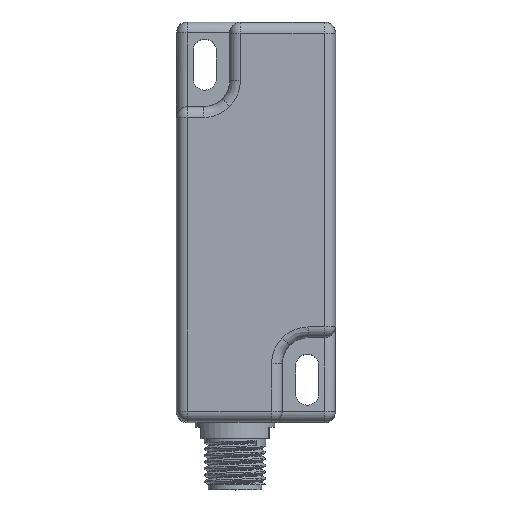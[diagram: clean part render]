
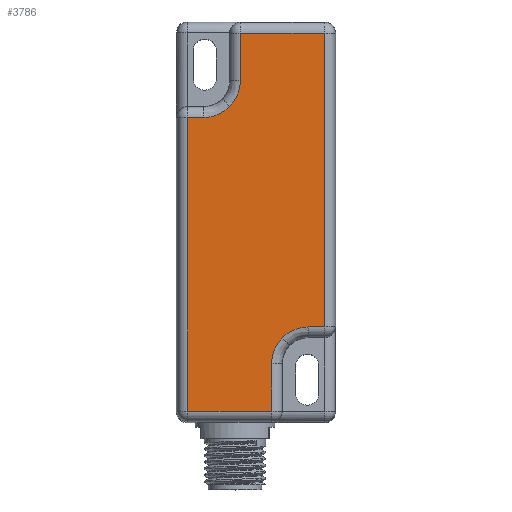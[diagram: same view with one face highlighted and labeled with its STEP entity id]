
A CAD part, top view. The second image highlights one B-rep face of the part: STEP entity #3786.
In plain terms, the highlighted planar face has unit normal (0, 0, 1).
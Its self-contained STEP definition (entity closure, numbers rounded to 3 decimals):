
#393 = CARTESIAN_POINT ( 'NONE',  ( -13.201, 13.64, 16. ) ) ;
#473 =( BOUNDED_CURVE ( )  B_SPLINE_CURVE ( 3, ( #5038, #7395, #2624, #5839 ),
 .UNSPECIFIED., .F., .F. ) 
 B_SPLINE_CURVE_WITH_KNOTS ( ( 4, 4 ),
 ( 5.498, 6.283 ),
 .UNSPECIFIED. ) 
 CURVE ( )  GEOMETRIC_REPRESENTATION_ITEM ( )  RATIONAL_B_SPLINE_CURVE ( ( 1., 0.949, 0.949, 1. ) ) 
 REPRESENTATION_ITEM ( '' )  );
#561 = CARTESIAN_POINT ( 'NONE',  ( 14.818, 29.694, 16. ) ) ;
#601 = EDGE_CURVE ( 'NONE', #9218, #7645, #8668, .T. ) ;
#616 =( BOUNDED_CURVE ( )  B_SPLINE_CURVE ( 3, ( #2070, #2878, #3680, #9271 ),
 .UNSPECIFIED., .F., .F. ) 
 B_SPLINE_CURVE_WITH_KNOTS ( ( 4, 4 ),
 ( 0., 0.785 ),
 .UNSPECIFIED. ) 
 CURVE ( )  GEOMETRIC_REPRESENTATION_ITEM ( )  RATIONAL_B_SPLINE_CURVE ( ( 1., 0.949, 0.949, 1. ) ) 
 REPRESENTATION_ITEM ( '' )  );
#627 = VECTOR ( 'NONE', #8699, 1000. ) ;
#658 = CARTESIAN_POINT ( 'NONE',  ( -13.201, -42.343, 16. ) ) ;
#716 = CARTESIAN_POINT ( 'NONE',  ( 4.764, -33.254, 16. ) ) ;
#1017 = LINE ( 'NONE', #716, #9290 ) ;
#1059 = VERTEX_POINT ( 'NONE', #9208 ) ;
#1348 = ORIENTED_EDGE ( 'NONE', *, *, #8381, .T. ) ;
#1518 = CARTESIAN_POINT ( 'NONE',  ( 6.814, -28.339, 16. ) ) ;
#1673 = VERTEX_POINT ( 'NONE', #9233 ) ;
#1744 = CARTESIAN_POINT ( 'NONE',  ( -13.201, 29.694, 16. ) ) ;
#1857 = CARTESIAN_POINT ( 'NONE',  ( -8.165, 13.64, 16. ) ) ;
#2064 = CARTESIAN_POINT ( 'NONE',  ( 4.764, -33.288, 16. ) ) ;
#2070 = CARTESIAN_POINT ( 'NONE',  ( -3.216, 15.69, 16. ) ) ;
#2214 = LINE ( 'NONE', #393, #8056 ) ;
#2497 = ORIENTED_EDGE ( 'NONE', *, *, #9547, .T. ) ;
#2535 = EDGE_CURVE ( 'NONE', #7645, #4217, #6996, .T. ) ;
#2616 = VECTOR ( 'NONE', #8624, 1000. ) ;
#2624 = CARTESIAN_POINT ( 'NONE',  ( 5.483, -29.669, 16. ) ) ;
#2767 = EDGE_CURVE ( 'NONE', #4010, #6085, #473, .T. ) ;
#2878 = CARTESIAN_POINT ( 'NONE',  ( -4.546, 14.36, 16. ) ) ;
#2973 = ORIENTED_EDGE ( 'NONE', *, *, #4508, .T. ) ;
#3328 = VECTOR ( 'NONE', #7319, 1000. ) ;
#3630 = CARTESIAN_POINT ( 'NONE',  ( -1.166, 20.639, 16. ) ) ;
#3680 = CARTESIAN_POINT ( 'NONE',  ( -6.284, 13.64, 16. ) ) ;
#3728 = ORIENTED_EDGE ( 'NONE', *, *, #6395, .T. ) ;
#3786 = ADVANCED_FACE ( 'NONE', ( #4672 ), #4387, .F. ) ;
#3819 = CARTESIAN_POINT ( 'NONE',  ( -1.886, 17.02, 16. ) ) ;
#3938 = CARTESIAN_POINT ( 'NONE',  ( 8.144, -27.009, 16. ) ) ;
#4010 = VERTEX_POINT ( 'NONE', #2064 ) ;
#4217 = VERTEX_POINT ( 'NONE', #8518 ) ;
#4294 = ORIENTED_EDGE ( 'NONE', *, *, #8143, .T. ) ;
#4296 = EDGE_CURVE ( 'NONE', #8897, #1059, #7282, .T. ) ;
#4387 = PLANE ( 'NONE',  #6448 ) ;
#4420 = CARTESIAN_POINT ( 'NONE',  ( -13.201, 31.676, 16. ) ) ;
#4436 = VECTOR ( 'NONE', #8061, 1000. ) ;
#4508 = EDGE_CURVE ( 'NONE', #4217, #4010, #1017, .T. ) ;
#4672 = FACE_OUTER_BOUND ( 'NONE', #6830, .T. ) ;
#4742 = CARTESIAN_POINT ( 'NONE',  ( 11.763, -26.289, 16. ) ) ;
#4778 = ORIENTED_EDGE ( 'NONE', *, *, #6751, .T. ) ;
#4839 = CARTESIAN_POINT ( 'NONE',  ( 6.814, -28.339, 16. ) ) ;
#5038 = CARTESIAN_POINT ( 'NONE',  ( 4.764, -33.288, 16. ) ) ;
#5193 = DIRECTION ( 'NONE',  ( -1., 0., 0. ) ) ;
#5226 = DIRECTION ( 'NONE',  ( -1., 0., 0. ) ) ;
#5256 =( BOUNDED_CURVE ( )  B_SPLINE_CURVE ( 3, ( #1518, #3938, #9530, #4742 ),
 .UNSPECIFIED., .F., .F. ) 
 B_SPLINE_CURVE_WITH_KNOTS ( ( 4, 4 ),
 ( 0., 0.785 ),
 .UNSPECIFIED. ) 
 CURVE ( )  GEOMETRIC_REPRESENTATION_ITEM ( )  RATIONAL_B_SPLINE_CURVE ( ( 1., 0.949, 0.949, 1. ) ) 
 REPRESENTATION_ITEM ( '' )  );
#5411 = VERTEX_POINT ( 'NONE', #6374 ) ;
#5687 = LINE ( 'NONE', #10047, #9685 ) ;
#5839 = CARTESIAN_POINT ( 'NONE',  ( 6.814, -28.339, 16. ) ) ;
#6038 = DIRECTION ( 'NONE',  ( 0., -1., 0. ) ) ;
#6085 = VERTEX_POINT ( 'NONE', #4839 ) ;
#6158 = CARTESIAN_POINT ( 'NONE',  ( -1.166, 20.639, 16. ) ) ;
#6256 = ORIENTED_EDGE ( 'NONE', *, *, #2535, .T. ) ;
#6262 = VERTEX_POINT ( 'NONE', #1857 ) ;
#6306 = DIRECTION ( 'NONE',  ( 0., 1., 0. ) ) ;
#6374 = CARTESIAN_POINT ( 'NONE',  ( 14.818, -26.289, 16. ) ) ;
#6395 = EDGE_CURVE ( 'NONE', #6085, #1673, #5256, .T. ) ;
#6448 = AXIS2_PLACEMENT_3D ( 'NONE', #4420, #10024, #5226 ) ;
#6751 = EDGE_CURVE ( 'NONE', #8292, #8897, #5687, .T. ) ;
#6830 = EDGE_LOOP ( 'NONE', ( #10361, #9771, #4778, #9091, #4294, #2497, #7162, #6256, #2973, #8331, #3728, #1348 ) ) ;
#6871 = DIRECTION ( 'NONE',  ( 0., 1., 0. ) ) ;
#6873 = EDGE_CURVE ( 'NONE', #5411, #8252, #7579, .T. ) ;
#6996 = LINE ( 'NONE', #658, #627 ) ;
#7102 = CARTESIAN_POINT ( 'NONE',  ( -11.22, 13.64, 16. ) ) ;
#7162 = ORIENTED_EDGE ( 'NONE', *, *, #601, .T. ) ;
#7282 =( BOUNDED_CURVE ( )  B_SPLINE_CURVE ( 3, ( #6158, #7801, #3819, #9407 ),
 .UNSPECIFIED., .F., .F. ) 
 B_SPLINE_CURVE_WITH_KNOTS ( ( 4, 4 ),
 ( 5.498, 6.283 ),
 .UNSPECIFIED. ) 
 CURVE ( )  GEOMETRIC_REPRESENTATION_ITEM ( )  RATIONAL_B_SPLINE_CURVE ( ( 1., 0.949, 0.949, 1. ) ) 
 REPRESENTATION_ITEM ( '' )  );
#7291 = VECTOR ( 'NONE', #6871, 1000. ) ;
#7319 = DIRECTION ( 'NONE',  ( -1., 0., 0. ) ) ;
#7395 = CARTESIAN_POINT ( 'NONE',  ( 4.764, -31.407, 16. ) ) ;
#7565 = CARTESIAN_POINT ( 'NONE',  ( -11.22, -42.343, 16. ) ) ;
#7579 = LINE ( 'NONE', #9266, #7291 ) ;
#7602 = LINE ( 'NONE', #1744, #3328 ) ;
#7645 = VERTEX_POINT ( 'NONE', #7565 ) ;
#7801 = CARTESIAN_POINT ( 'NONE',  ( -1.166, 18.758, 16. ) ) ;
#7806 = CARTESIAN_POINT ( 'NONE',  ( -11.22, 31.676, 16. ) ) ;
#7819 = CARTESIAN_POINT ( 'NONE',  ( 16.799, -26.289, 16. ) ) ;
#8056 = VECTOR ( 'NONE', #5193, 1000. ) ;
#8061 = DIRECTION ( 'NONE',  ( 0., -1., 0. ) ) ;
#8143 = EDGE_CURVE ( 'NONE', #1059, #6262, #616, .T. ) ;
#8252 = VERTEX_POINT ( 'NONE', #561 ) ;
#8292 = VERTEX_POINT ( 'NONE', #9368 ) ;
#8331 = ORIENTED_EDGE ( 'NONE', *, *, #2767, .T. ) ;
#8381 = EDGE_CURVE ( 'NONE', #1673, #5411, #8997, .T. ) ;
#8518 = CARTESIAN_POINT ( 'NONE',  ( 4.764, -42.343, 16. ) ) ;
#8624 = DIRECTION ( 'NONE',  ( 1., 0., 0. ) ) ;
#8668 = LINE ( 'NONE', #7806, #4436 ) ;
#8699 = DIRECTION ( 'NONE',  ( 1., 0., 0. ) ) ;
#8897 = VERTEX_POINT ( 'NONE', #3630 ) ;
#8997 = LINE ( 'NONE', #7819, #2616 ) ;
#9091 = ORIENTED_EDGE ( 'NONE', *, *, #4296, .T. ) ;
#9208 = CARTESIAN_POINT ( 'NONE',  ( -3.216, 15.69, 16. ) ) ;
#9218 = VERTEX_POINT ( 'NONE', #7102 ) ;
#9233 = CARTESIAN_POINT ( 'NONE',  ( 11.763, -26.289, 16. ) ) ;
#9266 = CARTESIAN_POINT ( 'NONE',  ( 14.818, 31.676, 16. ) ) ;
#9271 = CARTESIAN_POINT ( 'NONE',  ( -8.165, 13.64, 16. ) ) ;
#9290 = VECTOR ( 'NONE', #6306, 1000. ) ;
#9367 = EDGE_CURVE ( 'NONE', #8252, #8292, #7602, .T. ) ;
#9368 = CARTESIAN_POINT ( 'NONE',  ( -1.166, 29.694, 16. ) ) ;
#9407 = CARTESIAN_POINT ( 'NONE',  ( -3.216, 15.69, 16. ) ) ;
#9530 = CARTESIAN_POINT ( 'NONE',  ( 9.881, -26.289, 16. ) ) ;
#9547 = EDGE_CURVE ( 'NONE', #6262, #9218, #2214, .T. ) ;
#9685 = VECTOR ( 'NONE', #6038, 1000. ) ;
#9771 = ORIENTED_EDGE ( 'NONE', *, *, #9367, .T. ) ;
#10024 = DIRECTION ( 'NONE',  ( 0., 0., -1. ) ) ;
#10047 = CARTESIAN_POINT ( 'NONE',  ( -1.166, 20.605, 16. ) ) ;
#10361 = ORIENTED_EDGE ( 'NONE', *, *, #6873, .T. ) ;
